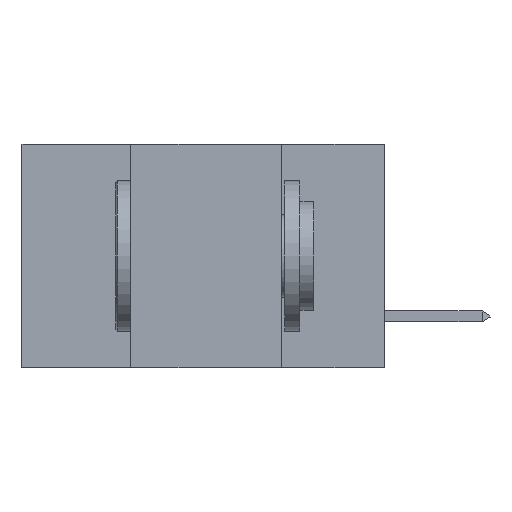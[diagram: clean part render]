
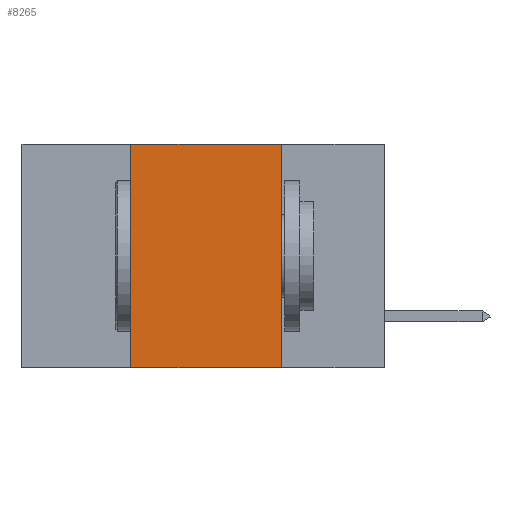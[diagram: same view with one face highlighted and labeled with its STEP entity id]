
A CAD part, left-side view. The second image highlights one B-rep face of the part: STEP entity #8265.
In plain terms, the highlighted planar face has unit normal (-1, 0, 0).
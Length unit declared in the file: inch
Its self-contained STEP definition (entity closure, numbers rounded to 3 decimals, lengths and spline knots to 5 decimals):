
#92 = VECTOR ( 'NONE', #16635, 39.37008 ) ;
#313 = CARTESIAN_POINT ( 'NONE',  ( 0., 0.6, 0. ) ) ;
#1030 = DIRECTION ( 'NONE',  ( 0., -1., 0. ) ) ;
#1983 = ORIENTED_EDGE ( 'NONE', *, *, #15870, .T. ) ;
#2020 = EDGE_LOOP ( 'NONE', ( #7173, #4925, #5529, #1983 ) ) ;
#2064 = DIRECTION ( 'NONE',  ( 0., 0., -1. ) ) ;
#3988 = EDGE_CURVE ( 'NONE', #20607, #10464, #11406, .T. ) ;
#4925 = ORIENTED_EDGE ( 'NONE', *, *, #3988, .F. ) ;
#5529 = ORIENTED_EDGE ( 'NONE', *, *, #15500, .F. ) ;
#7173 = ORIENTED_EDGE ( 'NONE', *, *, #10089, .F. ) ;
#7954 = DIRECTION ( 'NONE',  ( 0., 0., -1. ) ) ;
#8196 = PLANE ( 'NONE',  #9885 ) ;
#8265 = ADVANCED_FACE ( 'NONE', ( #8360 ), #8196, .F. ) ;
#8360 = FACE_OUTER_BOUND ( 'NONE', #2020, .T. ) ;
#8992 = CARTESIAN_POINT ( 'NONE',  ( 0., 0.17, -0.37 ) ) ;
#9235 = LINE ( 'NONE', #13399, #19553 ) ;
#9885 = AXIS2_PLACEMENT_3D ( 'NONE', #313, #22039, #2064 ) ;
#10089 = EDGE_CURVE ( 'NONE', #10464, #22668, #9235, .T. ) ;
#10464 = VERTEX_POINT ( 'NONE', #12471 ) ;
#11249 = DIRECTION ( 'NONE',  ( 0., -1., 0. ) ) ;
#11406 = LINE ( 'NONE', #16929, #13264 ) ;
#11819 = CARTESIAN_POINT ( 'NONE',  ( 0., 0.42, 0. ) ) ;
#12471 = CARTESIAN_POINT ( 'NONE',  ( 0., 0.17, 0. ) ) ;
#13063 = VERTEX_POINT ( 'NONE', #18728 ) ;
#13264 = VECTOR ( 'NONE', #1030, 39.37008 ) ;
#13399 = CARTESIAN_POINT ( 'NONE',  ( 0., 0.17, 0. ) ) ;
#15162 = CARTESIAN_POINT ( 'NONE',  ( 0., 0.42, 0. ) ) ;
#15500 = EDGE_CURVE ( 'NONE', #13063, #20607, #20638, .T. ) ;
#15870 = EDGE_CURVE ( 'NONE', #13063, #22668, #15917, .T. ) ;
#15917 = LINE ( 'NONE', #16453, #24302 ) ;
#16453 = CARTESIAN_POINT ( 'NONE',  ( 0., 0.6, -0.37 ) ) ;
#16635 = DIRECTION ( 'NONE',  ( 0., 0., 1. ) ) ;
#16929 = CARTESIAN_POINT ( 'NONE',  ( 0., 0.6, 0. ) ) ;
#18728 = CARTESIAN_POINT ( 'NONE',  ( 0., 0.42, -0.37 ) ) ;
#19553 = VECTOR ( 'NONE', #7954, 39.37008 ) ;
#20607 = VERTEX_POINT ( 'NONE', #11819 ) ;
#20638 = LINE ( 'NONE', #15162, #92 ) ;
#22039 = DIRECTION ( 'NONE',  ( 1., 0., 0. ) ) ;
#22668 = VERTEX_POINT ( 'NONE', #8992 ) ;
#24302 = VECTOR ( 'NONE', #11249, 39.37008 ) ;
